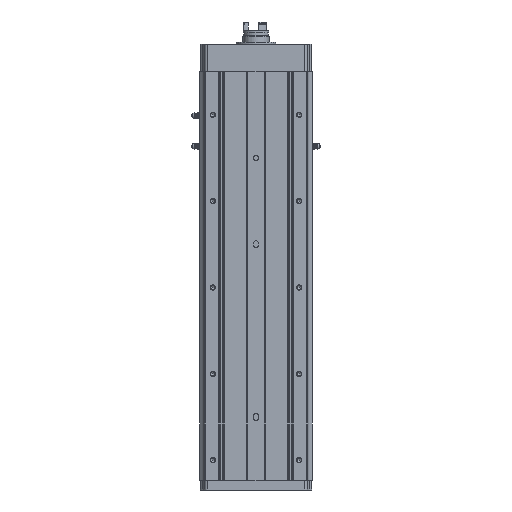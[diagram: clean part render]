
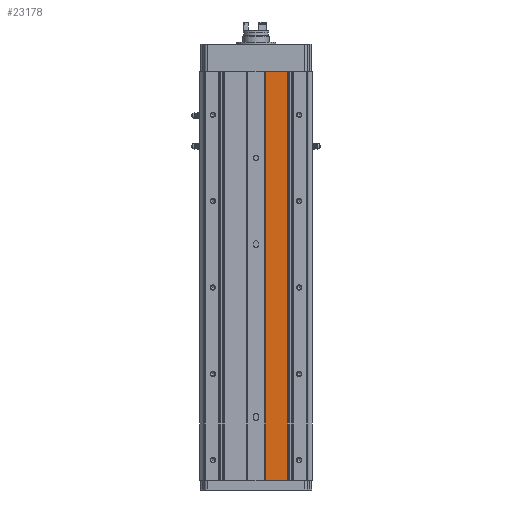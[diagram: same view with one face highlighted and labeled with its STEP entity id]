
A CAD part, front view. The second image highlights one B-rep face of the part: STEP entity #23178.
In plain terms, the highlighted planar face has unit normal (0, -1, 0).
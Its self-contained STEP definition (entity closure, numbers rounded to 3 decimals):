
#2881=ORIENTED_EDGE('',*,*,#8177,.T.);
#2882=ORIENTED_EDGE('',*,*,#8333,.T.);
#2883=ORIENTED_EDGE('',*,*,#8273,.F.);
#2884=ORIENTED_EDGE('',*,*,#8334,.F.);
#8177=EDGE_CURVE('',#10905,#10904,#12706,.T.);
#8273=EDGE_CURVE('',#10979,#10980,#12767,.T.);
#8333=EDGE_CURVE('',#10904,#10980,#12801,.T.);
#8334=EDGE_CURVE('',#10905,#10979,#12802,.T.);
#10904=VERTEX_POINT('',#34001);
#10905=VERTEX_POINT('',#34003);
#10979=VERTEX_POINT('',#34184);
#10980=VERTEX_POINT('',#34186);
#12706=LINE('',#34002,#14122);
#12767=LINE('',#34185,#14183);
#12801=LINE('',#34294,#14217);
#12802=LINE('',#34295,#14218);
#14122=VECTOR('',#27440,1000.);
#14183=VECTOR('',#27595,1000.);
#14217=VECTOR('',#27707,1000.);
#14218=VECTOR('',#27708,1000.);
#15348=EDGE_LOOP('',(#2881,#2882,#2883,#2884));
#16827=FACE_BOUND('',#15348,.T.);
#18313=PLANE('',#24613);
#23178=ADVANCED_FACE('',(#16827),#18313,.T.);
#24613=AXIS2_PLACEMENT_3D('',#34293,#27705,#27706);
#27440=DIRECTION('',(1.,0.,0.));
#27595=DIRECTION('',(1.,0.,0.));
#27705=DIRECTION('',(0.,-1.,0.));
#27706=DIRECTION('',(0.,0.,-1.));
#27707=DIRECTION('',(0.,0.,1.));
#27708=DIRECTION('',(0.,0.,1.));
#34001=CARTESIAN_POINT('',(36.9,0.,-473.));
#34002=CARTESIAN_POINT('',(-60.,0.,-473.));
#34003=CARTESIAN_POINT('',(10.5,0.,-473.));
#34184=CARTESIAN_POINT('',(10.5,0.,0.));
#34185=CARTESIAN_POINT('',(-60.,0.,0.));
#34186=CARTESIAN_POINT('',(36.9,0.,0.));
#34293=CARTESIAN_POINT('',(-60.,0.,-473.));
#34294=CARTESIAN_POINT('',(36.9,0.,-473.));
#34295=CARTESIAN_POINT('',(10.5,0.,-473.));
